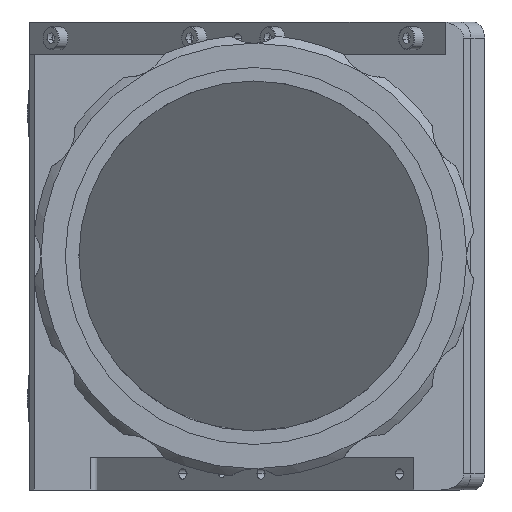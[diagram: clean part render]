
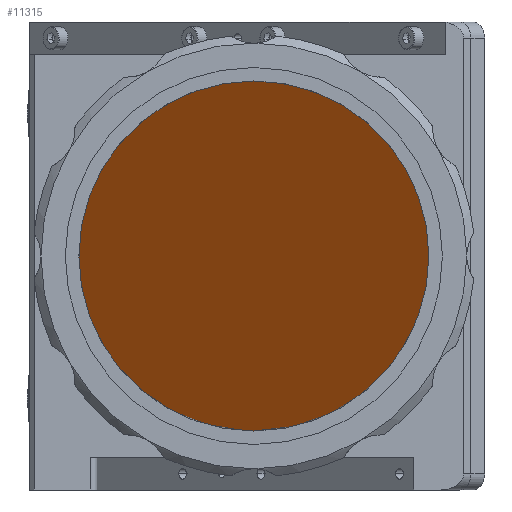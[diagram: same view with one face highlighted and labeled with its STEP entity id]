
A CAD part, front view. The second image highlights one B-rep face of the part: STEP entity #11315.
In plain terms, the highlighted planar face has unit normal (-0.707, -0.707, 0).
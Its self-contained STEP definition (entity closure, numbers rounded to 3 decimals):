
#234 = VECTOR ( 'NONE', #2067, 1000. ) ;
#271 = CARTESIAN_POINT ( 'NONE',  ( -56.957, 56.957, 59.85 ) ) ;
#780 = CARTESIAN_POINT ( 'NONE',  ( 56.957, -56.957, -59.85 ) ) ;
#854 = FACE_OUTER_BOUND ( 'NONE', #2183, .T. ) ;
#1130 = DIRECTION ( 'NONE',  ( 0., 0., -1. ) ) ;
#1338 = VERTEX_POINT ( 'NONE', #271 ) ;
#1697 = CARTESIAN_POINT ( 'NONE',  ( 56.957, -56.957, 59.85 ) ) ;
#1911 = LINE ( 'NONE', #4304, #4598 ) ;
#2067 = DIRECTION ( 'NONE',  ( 0., 0., 1. ) ) ;
#2183 = EDGE_LOOP ( 'NONE', ( #3380, #8017, #11369, #12905 ) ) ;
#2194 = LINE ( 'NONE', #780, #234 ) ;
#2271 = EDGE_CURVE ( 'NONE', #4267, #10339, #2194, .T. ) ;
#2576 = VECTOR ( 'NONE', #7523, 1000. ) ;
#3380 = ORIENTED_EDGE ( 'NONE', *, *, #10469, .T. ) ;
#4190 = CARTESIAN_POINT ( 'NONE',  ( 0., 0., 0. ) ) ;
#4267 = VERTEX_POINT ( 'NONE', #11876 ) ;
#4304 = CARTESIAN_POINT ( 'NONE',  ( 56.957, -56.957, 59.85 ) ) ;
#4320 = LINE ( 'NONE', #11759, #2576 ) ;
#4322 = LINE ( 'NONE', #6518, #9454 ) ;
#4598 = VECTOR ( 'NONE', #13732, 1000. ) ;
#6518 = CARTESIAN_POINT ( 'NONE',  ( -56.957, 56.957, -59.85 ) ) ;
#6571 = EDGE_CURVE ( 'NONE', #11624, #4267, #4320, .T. ) ;
#7523 = DIRECTION ( 'NONE',  ( 0.707, -0.707, 0. ) ) ;
#7533 = PLANE ( 'NONE',  #11056 ) ;
#7705 = EDGE_CURVE ( 'NONE', #1338, #11624, #4322, .T. ) ;
#8017 = ORIENTED_EDGE ( 'NONE', *, *, #7705, .T. ) ;
#8456 = DIRECTION ( 'NONE',  ( 0.707, 0.707, 0. ) ) ;
#9454 = VECTOR ( 'NONE', #1130, 1000. ) ;
#10339 = VERTEX_POINT ( 'NONE', #1697 ) ;
#10469 = EDGE_CURVE ( 'NONE', #10339, #1338, #1911, .T. ) ;
#11056 = AXIS2_PLACEMENT_3D ( 'NONE', #4190, #8456, #12767 ) ;
#11315 = ADVANCED_FACE ( 'NONE', ( #854 ), #7533, .F. ) ;
#11369 = ORIENTED_EDGE ( 'NONE', *, *, #6571, .T. ) ;
#11624 = VERTEX_POINT ( 'NONE', #13806 ) ;
#11759 = CARTESIAN_POINT ( 'NONE',  ( 56.957, -56.957, -59.85 ) ) ;
#11876 = CARTESIAN_POINT ( 'NONE',  ( 56.957, -56.957, -59.85 ) ) ;
#12767 = DIRECTION ( 'NONE',  ( 0., 0., -1. ) ) ;
#12905 = ORIENTED_EDGE ( 'NONE', *, *, #2271, .T. ) ;
#13732 = DIRECTION ( 'NONE',  ( -0.707, 0.707, 0. ) ) ;
#13806 = CARTESIAN_POINT ( 'NONE',  ( -56.957, 56.957, -59.85 ) ) ;
